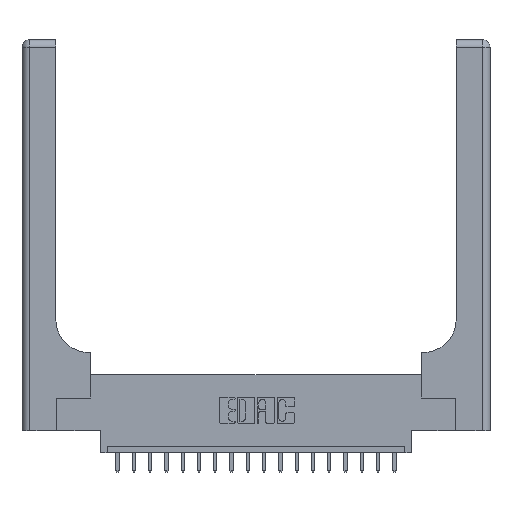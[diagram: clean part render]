
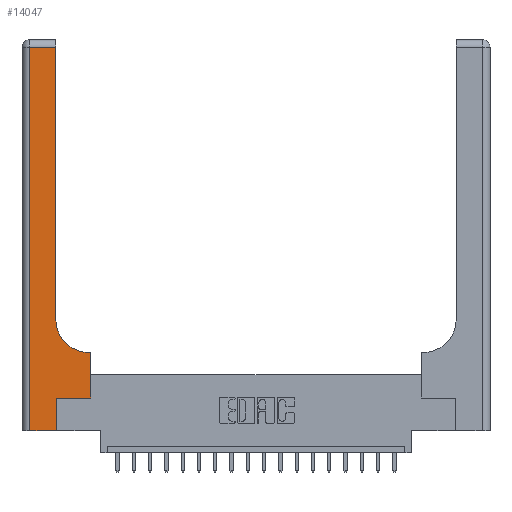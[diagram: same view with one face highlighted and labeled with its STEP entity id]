
A CAD part, top view. The second image highlights one B-rep face of the part: STEP entity #14047.
In plain terms, the highlighted planar face has unit normal (0, 0, 1).
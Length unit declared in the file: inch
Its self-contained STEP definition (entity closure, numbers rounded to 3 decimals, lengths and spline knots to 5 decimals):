
#39 = DIRECTION ( 'NONE',  ( -1., 0., 0. ) ) ;
#338 = VECTOR ( 'NONE', #16887, 39.37008 ) ;
#643 = CARTESIAN_POINT ( 'NONE',  ( 0.265, 0., 0.37 ) ) ;
#1219 = CARTESIAN_POINT ( 'NONE',  ( 0.528, 0.25, 0.37 ) ) ;
#1364 = EDGE_CURVE ( 'NONE', #6733, #16004, #14062, .T. ) ;
#1445 = CARTESIAN_POINT ( 'NONE',  ( 0., 2.94, 0.37 ) ) ;
#2187 = VERTEX_POINT ( 'NONE', #3917 ) ;
#2968 = CARTESIAN_POINT ( 'NONE',  ( 0.265, 0., 0.37 ) ) ;
#3415 = ORIENTED_EDGE ( 'NONE', *, *, #14120, .T. ) ;
#3553 = CARTESIAN_POINT ( 'NONE',  ( 0.265, 0.25, 0.37 ) ) ;
#3619 = DIRECTION ( 'NONE',  ( 1., 0., 0. ) ) ;
#3677 = EDGE_CURVE ( 'NONE', #4034, #8646, #8235, .T. ) ;
#3690 = DIRECTION ( 'NONE',  ( 0., 1., 0. ) ) ;
#3876 = VECTOR ( 'NONE', #8163, 39.37008 ) ;
#3917 = CARTESIAN_POINT ( 'NONE',  ( 0.06, 0., 0.37 ) ) ;
#4034 = VERTEX_POINT ( 'NONE', #17872 ) ;
#4123 = LINE ( 'NONE', #2968, #338 ) ;
#4283 = DIRECTION ( 'NONE',  ( 1., 0., 0. ) ) ;
#5030 = LINE ( 'NONE', #13661, #13354 ) ;
#5057 = EDGE_CURVE ( 'NONE', #11241, #6057, #7217, .T. ) ;
#5508 = ORIENTED_EDGE ( 'NONE', *, *, #1364, .T. ) ;
#6057 = VERTEX_POINT ( 'NONE', #11388 ) ;
#6173 = DIRECTION ( 'NONE',  ( -1., 0., 0. ) ) ;
#6228 = EDGE_CURVE ( 'NONE', #6057, #2187, #5030, .T. ) ;
#6550 = DIRECTION ( 'NONE',  ( -1., 0., 0. ) ) ;
#6733 = VERTEX_POINT ( 'NONE', #18830 ) ;
#6806 = VECTOR ( 'NONE', #3619, 39.37008 ) ;
#6807 = VERTEX_POINT ( 'NONE', #643 ) ;
#6968 = DIRECTION ( 'NONE',  ( 1., 0., 0. ) ) ;
#7186 = ORIENTED_EDGE ( 'NONE', *, *, #3677, .T. ) ;
#7217 = LINE ( 'NONE', #1445, #14854 ) ;
#8163 = DIRECTION ( 'NONE',  ( 0., 1., 0. ) ) ;
#8235 = LINE ( 'NONE', #3553, #6806 ) ;
#8344 = CARTESIAN_POINT ( 'NONE',  ( 0.26, 2.94, 0.37 ) ) ;
#8637 = CARTESIAN_POINT ( 'NONE',  ( 0., 0., 0.37 ) ) ;
#8646 = VERTEX_POINT ( 'NONE', #1219 ) ;
#8872 = ORIENTED_EDGE ( 'NONE', *, *, #19647, .T. ) ;
#8903 = ORIENTED_EDGE ( 'NONE', *, *, #14371, .T. ) ;
#9367 = VECTOR ( 'NONE', #6968, 39.37008 ) ;
#9638 = DIRECTION ( 'NONE',  ( 0., 0., -1. ) ) ;
#9783 = CARTESIAN_POINT ( 'NONE',  ( 0.528, 0.6, 0.37 ) ) ;
#10389 = LINE ( 'NONE', #11553, #13021 ) ;
#10851 = CARTESIAN_POINT ( 'NONE',  ( 0.51, 0.85, 0.37 ) ) ;
#10967 = AXIS2_PLACEMENT_3D ( 'NONE', #10851, #14377, #4283 ) ;
#11117 = VERTEX_POINT ( 'NONE', #9783 ) ;
#11241 = VERTEX_POINT ( 'NONE', #8344 ) ;
#11388 = CARTESIAN_POINT ( 'NONE',  ( 0.06, 2.94, 0.37 ) ) ;
#11391 = ORIENTED_EDGE ( 'NONE', *, *, #14373, .T. ) ;
#11553 = CARTESIAN_POINT ( 'NONE',  ( 0.528, 0.25, 0.37 ) ) ;
#11839 = CARTESIAN_POINT ( 'NONE',  ( 0.26, 0.6, 0.37 ) ) ;
#12096 = EDGE_CURVE ( 'NONE', #2187, #6807, #12464, .T. ) ;
#12202 = DIRECTION ( 'NONE',  ( 0., -1., 0. ) ) ;
#12464 = LINE ( 'NONE', #8637, #9367 ) ;
#12765 = CARTESIAN_POINT ( 'NONE',  ( 0.26, 0.85, 0.37 ) ) ;
#12962 = VECTOR ( 'NONE', #6173, 39.37008 ) ;
#13021 = VECTOR ( 'NONE', #3690, 39.37008 ) ;
#13354 = VECTOR ( 'NONE', #12202, 39.37008 ) ;
#13661 = CARTESIAN_POINT ( 'NONE',  ( 0.06, 3., 0.37 ) ) ;
#14047 = ADVANCED_FACE ( 'NONE', ( #18932 ), #18555, .F. ) ;
#14062 = CIRCLE ( 'NONE', #10967, 0.25 ) ;
#14120 = EDGE_CURVE ( 'NONE', #16004, #11241, #17451, .T. ) ;
#14129 = ORIENTED_EDGE ( 'NONE', *, *, #5057, .T. ) ;
#14371 = EDGE_CURVE ( 'NONE', #11117, #6733, #16998, .T. ) ;
#14373 = EDGE_CURVE ( 'NONE', #6807, #4034, #4123, .T. ) ;
#14377 = DIRECTION ( 'NONE',  ( 0., 0., -1. ) ) ;
#14854 = VECTOR ( 'NONE', #39, 39.37008 ) ;
#15663 = AXIS2_PLACEMENT_3D ( 'NONE', #16956, #9638, #6550 ) ;
#15900 = EDGE_LOOP ( 'NONE', ( #3415, #14129, #16242, #18488, #11391, #7186, #8872, #8903, #5508 ) ) ;
#16004 = VERTEX_POINT ( 'NONE', #12765 ) ;
#16242 = ORIENTED_EDGE ( 'NONE', *, *, #6228, .T. ) ;
#16887 = DIRECTION ( 'NONE',  ( 0., 1., 0. ) ) ;
#16956 = CARTESIAN_POINT ( 'NONE',  ( 0., 3., 0.37 ) ) ;
#16998 = LINE ( 'NONE', #11839, #12962 ) ;
#17451 = LINE ( 'NONE', #18793, #3876 ) ;
#17872 = CARTESIAN_POINT ( 'NONE',  ( 0.265, 0.25, 0.37 ) ) ;
#18488 = ORIENTED_EDGE ( 'NONE', *, *, #12096, .T. ) ;
#18555 = PLANE ( 'NONE',  #15663 ) ;
#18793 = CARTESIAN_POINT ( 'NONE',  ( 0.26, 3., 0.37 ) ) ;
#18830 = CARTESIAN_POINT ( 'NONE',  ( 0.51, 0.6, 0.37 ) ) ;
#18932 = FACE_OUTER_BOUND ( 'NONE', #15900, .T. ) ;
#19647 = EDGE_CURVE ( 'NONE', #8646, #11117, #10389, .T. ) ;
